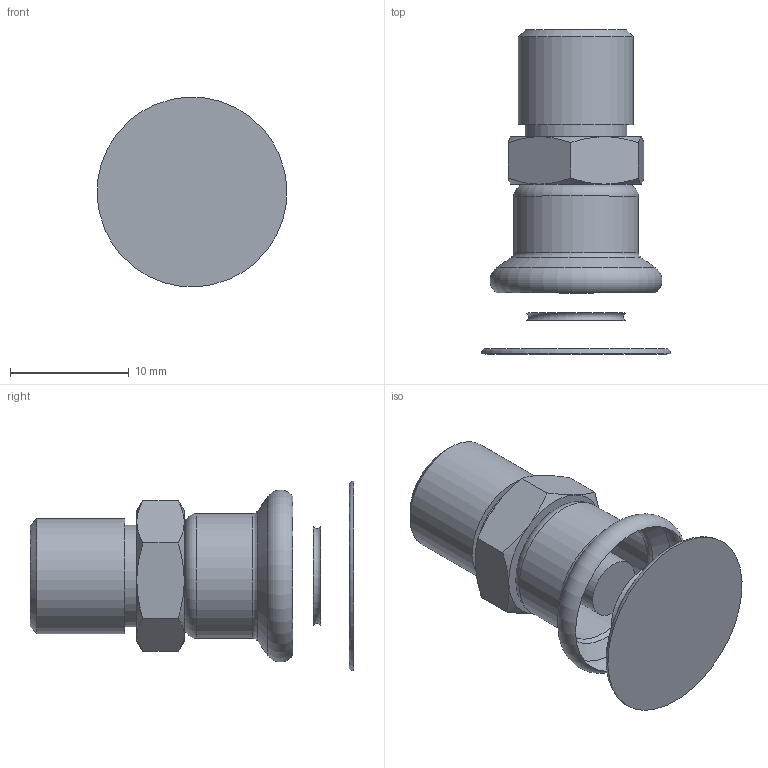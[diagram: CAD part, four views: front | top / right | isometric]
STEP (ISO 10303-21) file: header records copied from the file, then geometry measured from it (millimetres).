
FILE_DESCRIPTION(/* description */ (''),/* implementation_level */ '2;1');
FILE_NAME(/* name */ 'vf16-1nit_rac14r1-8m.stp',/* time_stamp */ '2021-09-16T09:35:37+02:00',/* author */ ('enginyeria'),/* organization */ (''),/* preprocessor_version */ 'ST-DEVELOPER v17.2',/* originating_system */ 'Autodesk Inventor 2019',/* authorisation */ '');
FILE_SCHEMA (('CONFIG_CONTROL_DESIGN'));
Length unit declared in the file: millimetre
Products named in the file (1): Pieza3
Bounding box: 15.98 x 27.3 x 15.98 mm (x, y, z)
Volume: 2326.8 mm3; surface area: 1748.4 mm2
Topology: 1 solids, 2 shells, 41 faces, 103 edges, 70 vertices
Faces by surface type: cone 17, plane 14, torus 5, cylinder 5
Full cylindrical faces by diameter (mm): 4 x1, 5 x1, 8.566 x1, 9.728 x1, 10.5 x1
Entity records: 1343 total; most frequent: CARTESIAN_POINT 263, DIRECTION 226, ORIENTED_EDGE 206, AXIS2_PLACEMENT_3D 105, EDGE_CURVE 103, VERTEX_POINT 70, CIRCLE 63, EDGE_LOOP 45
